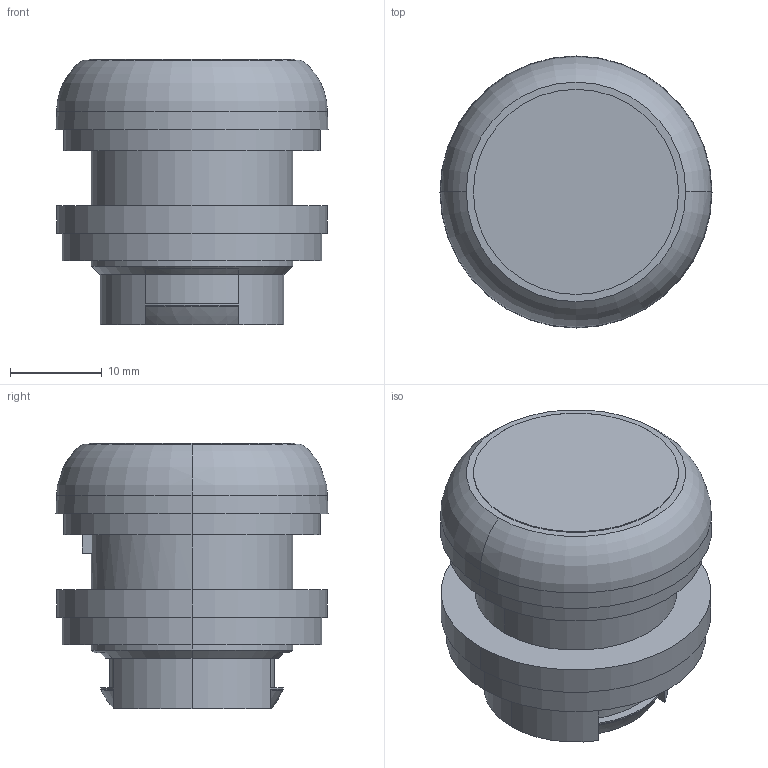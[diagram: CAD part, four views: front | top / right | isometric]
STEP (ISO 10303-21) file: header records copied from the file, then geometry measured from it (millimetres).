
FILE_DESCRIPTION(('HOOPS Exchange Step'),'2;1');
FILE_NAME('export-47F797AC-927C-467F-8B4E-4C801AB61CA0.stp','2023-07-10T15:42:55+02:00',('Engineering'),('Alibre'),'HOOPS Exchange 2021.0','Alibre','Unknown authorisation');
FILE_SCHEMA( ('AP242_MANAGED_MODEL_BASED_3D_ENGINEERING_MIM_LF {1 0 10303 442 1 1 4 }') );
Length unit declared in the file: millimetre
Products named in the file (1): 2591 M22-D-B - Pushbutton, RMQ-Titan, Flat, momentary, Blue, Blank, Bezel titanium (216600)
Bounding box: 29.7 x 29.7 x 29 mm (x, y, z)
Volume: 14623 mm3; surface area: 4146.1 mm2
Topology: 1 solids, 1 shells, 60 faces, 152 edges, 100 vertices
Faces by surface type: plane 31, cylinder 16, cone 8, torus 5
Entity records: 1912 total; most frequent: CARTESIAN_POINT 368, DIRECTION 326, ORIENTED_EDGE 304, EDGE_CURVE 152, AXIS2_PLACEMENT_3D 130, VERTEX_POINT 100, VECTOR 66, LINE 66
